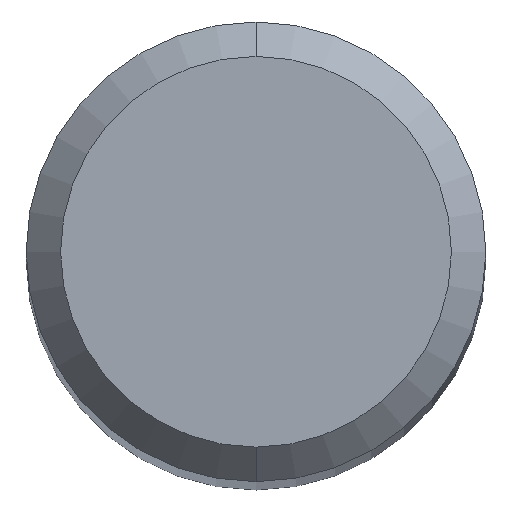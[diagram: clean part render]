
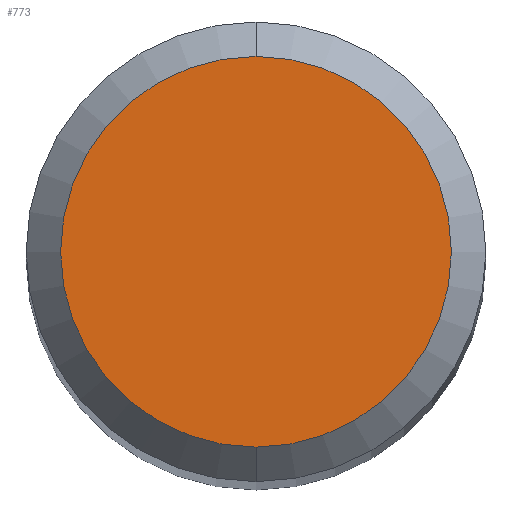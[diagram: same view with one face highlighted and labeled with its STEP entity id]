
A CAD part, top view. The second image highlights one B-rep face of the part: STEP entity #773.
In plain terms, the highlighted planar face has unit normal (0, 0, 1).
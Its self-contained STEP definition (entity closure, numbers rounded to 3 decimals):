
#407=VERTEX_POINT('',#1140);
#421=EDGE_CURVE('',#407,#725,#1156,.T.);
#725=VERTEX_POINT('',#1486);
#773=ADVANCED_FACE('',(#1540),#1541,.T.);
#941=EDGE_CURVE('',#725,#407,#1721,.T.);
#1140=CARTESIAN_POINT('',(0.,-1.7,0.0));
#1156=CIRCLE('',#2099,1.7);
#1486=CARTESIAN_POINT('',(0.0,1.7,0.0));
#1540=FACE_OUTER_BOUND('',#3312,.T.);
#1541=PLANE('',#3313);
#1721=CIRCLE('',#4000,1.7);
#2099=AXIS2_PLACEMENT_3D('',#4936,#4937,#4938);
#3312=EDGE_LOOP('',(#5330,#5331));
#3313=AXIS2_PLACEMENT_3D('',#5332,#5333,#5334);
#4000=AXIS2_PLACEMENT_3D('',#5487,#5488,#5489);
#4936=CARTESIAN_POINT('',(0.0,0.0,0.0));
#4937=DIRECTION('',(0.0,0.0,-1.0));
#4938=DIRECTION('',(0.0,1.0,0.0));
#5330=ORIENTED_EDGE('',*,*,#941,.F.);
#5331=ORIENTED_EDGE('',*,*,#421,.F.);
#5332=CARTESIAN_POINT('',(0.0,0.85,0.0));
#5333=DIRECTION('',(-0.0,0.0,1.0));
#5334=DIRECTION('',(0.0,-1.0,0.0));
#5487=CARTESIAN_POINT('',(0.0,0.0,0.0));
#5488=DIRECTION('',(0.0,0.0,-1.0));
#5489=DIRECTION('',(0.0,1.0,0.0));
